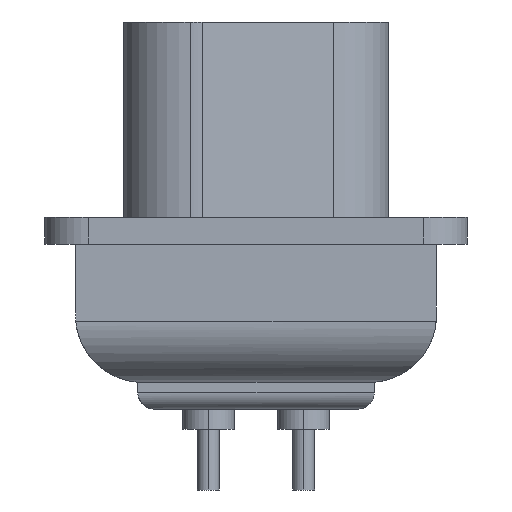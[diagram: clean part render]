
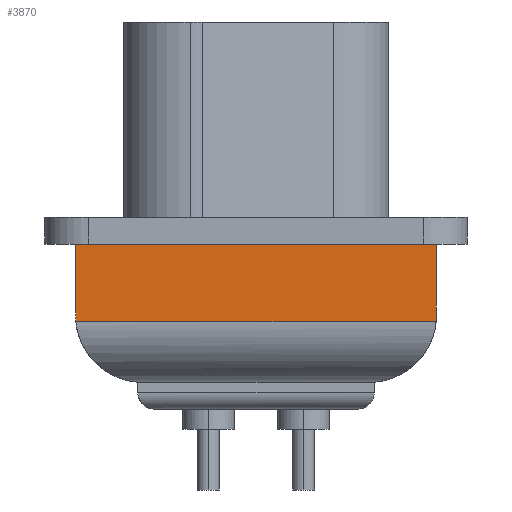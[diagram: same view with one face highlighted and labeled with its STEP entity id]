
A CAD part, left-side view. The second image highlights one B-rep face of the part: STEP entity #3870.
In plain terms, the highlighted planar face has unit normal (-1, 0, 0).
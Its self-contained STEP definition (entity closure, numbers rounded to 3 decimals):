
#2546 = VERTEX_POINT('',#2547);
#2547 = CARTESIAN_POINT('',(-20.55,5.36,-0.8));
#2553 = EDGE_CURVE('',#2546,#2554,#2556,.T.);
#2554 = VERTEX_POINT('',#2555);
#2555 = CARTESIAN_POINT('',(-20.55,-5.36,-0.8));
#2556 = LINE('',#2557,#2558);
#2557 = CARTESIAN_POINT('',(-20.55,3.75,-0.8));
#2558 = VECTOR('',#2559,1.);
#2559 = DIRECTION('',(0.,-1.,0.));
#3853 = VERTEX_POINT('',#3854);
#3854 = CARTESIAN_POINT('',(-20.55,5.36,-2.838));
#3860 = EDGE_CURVE('',#3853,#2546,#3861,.T.);
#3861 = LINE('',#3862,#3863);
#3862 = CARTESIAN_POINT('',(-20.55,5.36,-1.588));
#3863 = VECTOR('',#3864,1.);
#3864 = DIRECTION('',(0.,0.,1.));
#3870 = ADVANCED_FACE('',(#3871),#3907,.T.);
#3871 = FACE_BOUND('',#3872,.T.);
#3872 = EDGE_LOOP('',(#3873,#3874,#3875,#3884,#3892,#3901));
#3873 = ORIENTED_EDGE('',*,*,#2553,.F.);
#3874 = ORIENTED_EDGE('',*,*,#3860,.F.);
#3875 = ORIENTED_EDGE('',*,*,#3876,.F.);
#3876 = EDGE_CURVE('',#3877,#3853,#3879,.T.);
#3877 = VERTEX_POINT('',#3878);
#3878 = CARTESIAN_POINT('',(-20.55,5.351,-3.1));
#3879 = CIRCLE('',#3880,2.002);
#3880 = AXIS2_PLACEMENT_3D('',#3881,#3882,#3883);
#3881 = CARTESIAN_POINT('',(-20.55,3.359,-2.904));
#3882 = DIRECTION('',(1.,-0.,0.));
#3883 = DIRECTION('',(0.,0.,-1.));
#3884 = ORIENTED_EDGE('',*,*,#3885,.T.);
#3885 = EDGE_CURVE('',#3877,#3886,#3888,.T.);
#3886 = VERTEX_POINT('',#3887);
#3887 = CARTESIAN_POINT('',(-20.55,-5.351,-3.1));
#3888 = LINE('',#3889,#3890);
#3889 = CARTESIAN_POINT('',(-20.55,7.5,-3.1));
#3890 = VECTOR('',#3891,1.);
#3891 = DIRECTION('',(0.,-1.,0.));
#3892 = ORIENTED_EDGE('',*,*,#3893,.F.);
#3893 = EDGE_CURVE('',#3894,#3886,#3896,.T.);
#3894 = VERTEX_POINT('',#3895);
#3895 = CARTESIAN_POINT('',(-20.55,-5.36,-2.906));
#3896 = CIRCLE('',#3897,2.);
#3897 = AXIS2_PLACEMENT_3D('',#3898,#3899,#3900);
#3898 = CARTESIAN_POINT('',(-20.55,-3.36,-2.906));
#3899 = DIRECTION('',(1.,-0.,0.));
#3900 = DIRECTION('',(0.,0.,-1.));
#3901 = ORIENTED_EDGE('',*,*,#3902,.F.);
#3902 = EDGE_CURVE('',#2554,#3894,#3903,.T.);
#3903 = LINE('',#3904,#3905);
#3904 = CARTESIAN_POINT('',(-20.55,-5.36,-1.604));
#3905 = VECTOR('',#3906,1.);
#3906 = DIRECTION('',(0.,0.,-1.));
#3907 = PLANE('',#3908);
#3908 = AXIS2_PLACEMENT_3D('',#3909,#3910,#3911);
#3909 = CARTESIAN_POINT('',(-20.55,7.5,-1.7));
#3910 = DIRECTION('',(-1.,0.,0.));
#3911 = DIRECTION('',(0.,0.,-1.));
